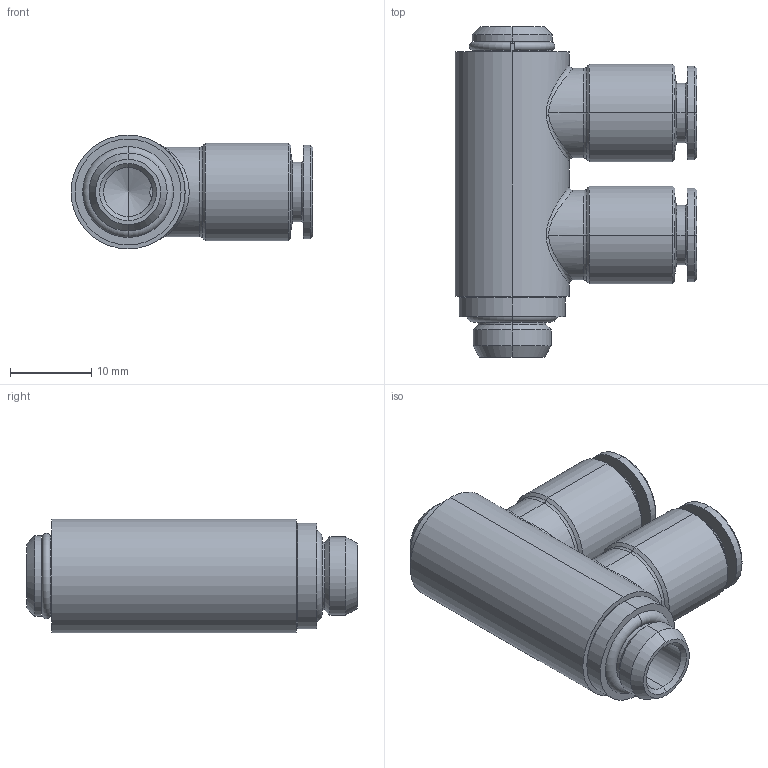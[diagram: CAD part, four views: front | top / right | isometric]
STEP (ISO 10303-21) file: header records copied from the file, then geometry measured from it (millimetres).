
FILE_DESCRIPTION (( 'STEP AP203' ), '1' );
FILE_NAME ('A0310031.STEP', '2009-04-09T12:14:02', ( '' ), ( 'sopra-pneumatic' ), 'SwSTEP 2.0', 'SolidWorks 2009', '' );
FILE_SCHEMA (( 'CONFIG_CONTROL_DESIGN' ));
Length unit declared in the file: millimetre
Products named in the file (1): A0310031
Bounding box: 29.7 x 40.6 x 14 mm (x, y, z)
Volume: 6755.4 mm3; surface area: 4788.4 mm2
Topology: 1 solids, 1 shells, 127 faces, 284 edges, 168 vertices
Faces by surface type: cone 44, cylinder 43, plane 29, torus 7, bspline 4
Entity records: 4583 total; most frequent: CARTESIAN_POINT 1658, DIRECTION 642, ORIENTED_EDGE 560, EDGE_CURVE 280, AXIS2_PLACEMENT_3D 266, VERTEX_POINT 168, EDGE_LOOP 144, CIRCLE 142
